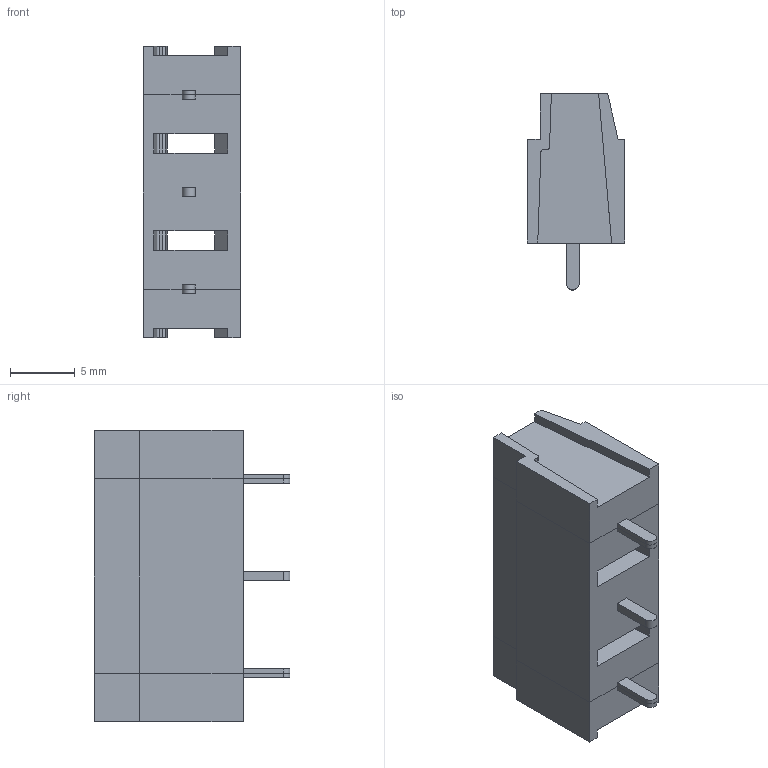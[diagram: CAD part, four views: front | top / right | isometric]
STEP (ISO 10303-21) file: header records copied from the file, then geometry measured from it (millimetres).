
FILE_DESCRIPTION( ( 'Unknown' ), '1' );
FILE_NAME( '691137910003.stp', 'Unknown', ( 'Unknown' ), ( 'Unknown' ), 'PSStep 17.0.49', 'Unknown', ' ' );
FILE_SCHEMA( ( 'AUTOMOTIVE_DESIGN { 1 0 10303 214 1 1 1 1 }' ) );
Length unit declared in the file: millimetre
Products named in the file (4): Assem1; MRT12P7.5_DX; MRT12P7.5_SX; MRT12P7.5_CNT
Assembly tree (3 placements, depth 2):
  Assem1
    MRT12P7.5_DX
    MRT12P7.5_SX
    MRT12P7.5_CNT
Bounding box: 7.5 x 15.1 x 22.5 mm (x, y, z)
Volume: 1199.3 mm3; surface area: 2557.6 mm2
Topology: 3 solids, 4 shells, 335 faces, 1017 edges, 666 vertices
Faces by surface type: plane 255, cylinder 80
Full cylindrical faces by diameter (mm): 2.5 x2, 3.7 x2
Entity records: 14242 total; most frequent: CARTESIAN_POINT 2176, ORIENTED_EDGE 2022, DIRECTION 1871, EDGE_CURVE 1011, LINE 823, VECTOR 823, VERTEX_POINT 664, AXIS2_PLACEMENT_3D 524
